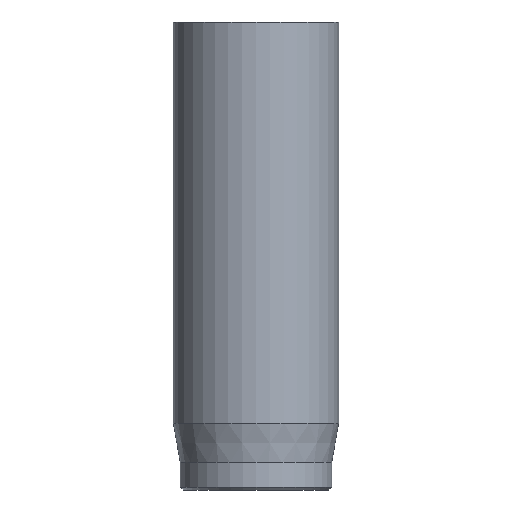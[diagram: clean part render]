
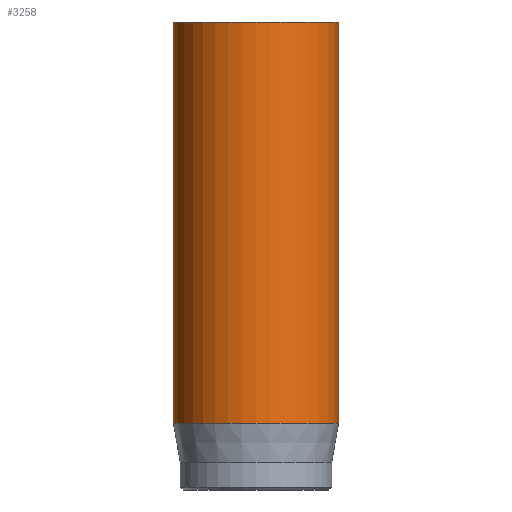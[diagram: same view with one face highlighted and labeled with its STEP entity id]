
A CAD part, front view. The second image highlights one B-rep face of the part: STEP entity #3258.
In plain terms, the highlighted cylindrical face has radius 3 mm (diameter 6 mm), a full revolution.
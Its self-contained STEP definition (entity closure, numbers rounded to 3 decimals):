
#32=CYLINDRICAL_SURFACE('',#3423,3.);
#47=CIRCLE('',#3394,3.);
#63=CIRCLE('',#3421,3.);
#64=CIRCLE('',#3422,3.);
#313=FACE_OUTER_BOUND('',#502,.T.);
#502=EDGE_LOOP('',(#2899,#2900,#2901,#2902,#2903));
#750=LINE('',#6104,#1004);
#1004=VECTOR('',#3849,3.);
#1501=VERTEX_POINT('',#6047);
#1517=VERTEX_POINT('',#6098);
#1518=VERTEX_POINT('',#6099);
#1959=EDGE_CURVE('',#1501,#1501,#47,.T.);
#1983=EDGE_CURVE('',#1517,#1518,#63,.T.);
#1984=EDGE_CURVE('',#1518,#1517,#64,.T.);
#1986=EDGE_CURVE('',#1501,#1517,#750,.T.);
#2899=ORIENTED_EDGE('',*,*,#1959,.T.);
#2900=ORIENTED_EDGE('',*,*,#1986,.T.);
#2901=ORIENTED_EDGE('',*,*,#1983,.T.);
#2902=ORIENTED_EDGE('',*,*,#1984,.T.);
#2903=ORIENTED_EDGE('',*,*,#1986,.F.);
#3258=ADVANCED_FACE('',(#313),#32,.T.);
#3394=AXIS2_PLACEMENT_3D('',#6048,#3780,#3781);
#3421=AXIS2_PLACEMENT_3D('',#6100,#3842,#3843);
#3422=AXIS2_PLACEMENT_3D('',#6101,#3844,#3845);
#3423=AXIS2_PLACEMENT_3D('',#6103,#3847,#3848);
#3780=DIRECTION('center_axis',(0.,0.,-1.));
#3781=DIRECTION('ref_axis',(-1.,0.,0.));
#3842=DIRECTION('center_axis',(0.,0.,1.));
#3843=DIRECTION('ref_axis',(-1.,0.,0.));
#3844=DIRECTION('center_axis',(0.,0.,1.));
#3845=DIRECTION('ref_axis',(-1.,0.,0.));
#3847=DIRECTION('center_axis',(0.,0.,1.));
#3848=DIRECTION('ref_axis',(-1.,0.,0.));
#3849=DIRECTION('',(0.,0.,-1.));
#6047=CARTESIAN_POINT('',(3.,0.,17.));
#6048=CARTESIAN_POINT('Origin',(0.,0.,17.));
#6098=CARTESIAN_POINT('',(3.,0.,2.418));
#6099=CARTESIAN_POINT('',(-3.,0.,2.418));
#6100=CARTESIAN_POINT('Origin',(0.,0.,2.418));
#6101=CARTESIAN_POINT('Origin',(0.,0.,2.418));
#6103=CARTESIAN_POINT('Origin',(0.,0.,0.));
#6104=CARTESIAN_POINT('',(3.,0.,0.));
